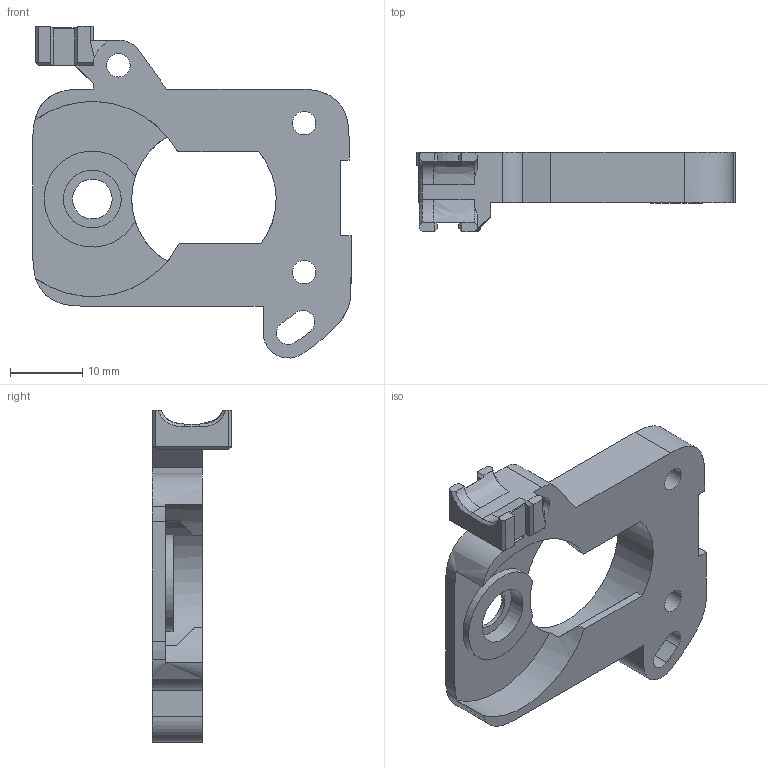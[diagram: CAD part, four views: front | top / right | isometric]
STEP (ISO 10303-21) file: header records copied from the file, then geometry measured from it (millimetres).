
FILE_DESCRIPTION(/* description */ ('STEP AP242','CAx-IF Rec.Pracs.---Representation and Presentation of Product Manufacturing Information (PMI)---4.0---2014-10-13','CAx-IF Rec.Pracs.---3D Tessellated Geometry---0.4---2014-09-14','2;1'),/* implementation_level */ '2;1');
FILE_NAME(/* name */ '634042bb2e6ab355011b6f2e',/* time_stamp */ '2022-10-07T15:16:11+00:00',/* author */ (''),/* organization */ (''),/* preprocessor_version */ 'ST-DEVELOPER v18.102',/* originating_system */ ' ',/* authorisation */ ' ');
FILE_SCHEMA (('AP242_MANAGED_MODEL_BASED_3D_ENGINEERING_MIM_LF { 1 0 10303 442 1 1 4 }'));
Length unit declared in the file: metre
Products named in the file (1): Motor_Plate
Bounding box: 44.04 x 11 x 45.93 mm (x, y, z)
Volume: 5659.8 mm3; surface area: 4455.3 mm2
Topology: 1 solids, 1 shells, 111 faces, 307 edges, 200 vertices
Faces by surface type: plane 78, cylinder 19, bspline 14
Full cylindrical faces by diameter (mm): 3.25 x3, 4.7 x2, 5.5 x1, 8 x1, 20 x1
Entity records: 3789 total; most frequent: CARTESIAN_POINT 1029, ORIENTED_EDGE 588, DIRECTION 515, EDGE_CURVE 294, LINE 205, VECTOR 205, VERTEX_POINT 195, AXIS2_PLACEMENT_3D 155
